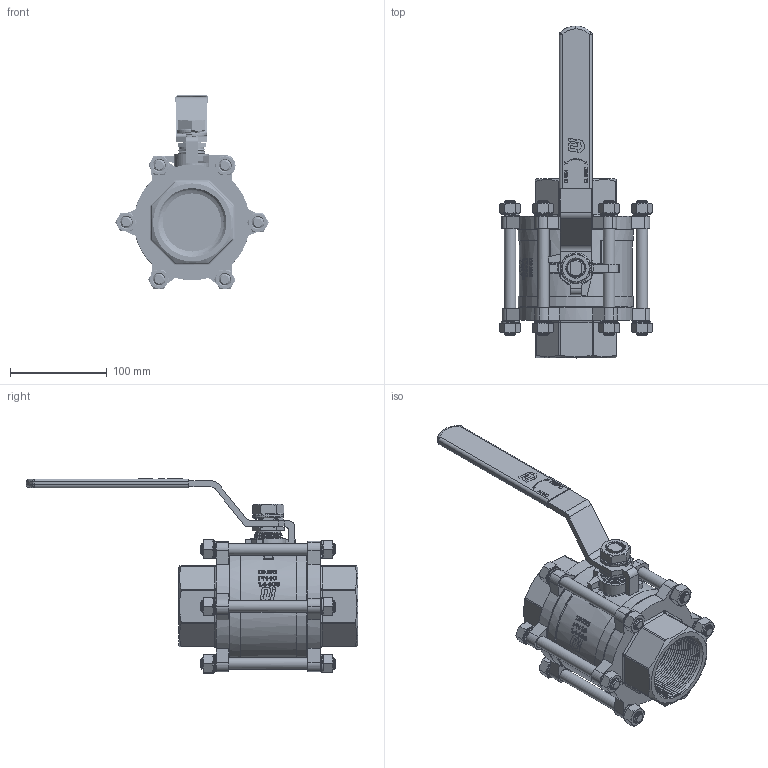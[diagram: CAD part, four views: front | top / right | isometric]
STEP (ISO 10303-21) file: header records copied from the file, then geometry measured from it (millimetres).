
FILE_DESCRIPTION(('HOOPS Exchange Step'),'2;1');
FILE_NAME('GK0400_DN65.stp','2025-10-31T15:08:59+01:00',('nieru'),('Unknown organisation'),'HOOPS Exchange 2024.2','HOOPS Exchange','Unknown authorisation');
FILE_SCHEMA( ('AP203_CONFIGURATION_CONTROLLED_3D_DESIGN_OF_MECHANICAL_PARTS_AND_ASSEMBLIES_MIM_LF') );
Length unit declared in the file: millimetre
Products named in the file (2): 0; root
Assembly tree (1 placements, depth 2):
  root
    0
Bounding box: 158.51 x 342.4 x 200.41 mm (x, y, z)
Volume: 1482624.9 mm3; surface area: 282101.1 mm2
Topology: 11 solids, 12 shells, 2318 faces, 7417 edges, 4962 vertices
Faces by surface type: plane 974, cylinder 602, bspline 418, cone 270, torus 37, sphere 17
Full cylindrical faces by diameter (mm): 11.9 x60, 13 x12, 13.8 x1, 20 x1, 20.5 x1, 27 x1, 27.2 x6, 30.2 x1, 60.002 x2, 64.902 x32, 116.55 x1, 118.83 x1, 118.866 x1, 119.174 x2
Entity records: 240681 total; most frequent: CARTESIAN_POINT 185673, ORIENTED_EDGE 14818, EDGE_CURVE 7409, DIRECTION 7123, VERTEX_POINT 4962, B_SPLINE_CURVE_WITH_KNOTS 4044, AXIS2_PLACEMENT_3D 2602, EDGE_LOOP 2427
